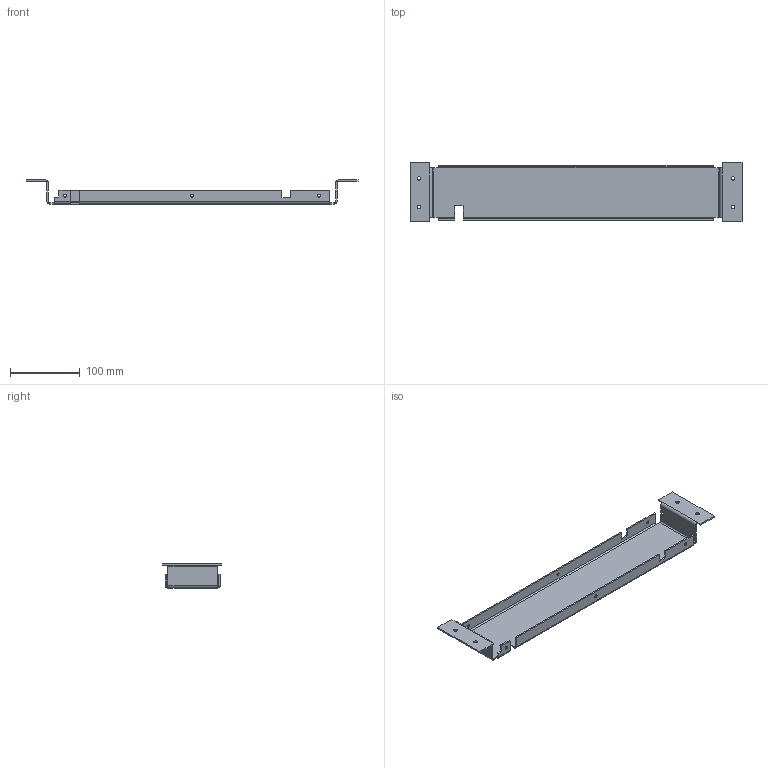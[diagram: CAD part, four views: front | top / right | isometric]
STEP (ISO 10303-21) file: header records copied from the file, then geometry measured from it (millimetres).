
FILE_DESCRIPTION(('FreeCAD Model'),'2;1');
FILE_NAME('control_panel_back.step','2019-10-08T11:27:20',('Author'),(''), 'Open CASCADE STEP processor 7.3','FreeCAD','Unknown');
FILE_SCHEMA(('AUTOMOTIVE_DESIGN { 1 0 10303 214 1 1 1 1 }'));
Length unit declared in the file: millimetre
Products named in the file (1): Pocket008
Bounding box: 476 x 85 x 34.5 mm (x, y, z)
Volume: 108223.3 mm3; surface area: 111499.3 mm2
Topology: 1 solids, 1 shells, 84 faces, 230 edges, 148 vertices
Faces by surface type: plane 58, cylinder 26
Full cylindrical faces by diameter (mm): 4.22 x6, 5 x4
Entity records: 5679 total; most frequent: CARTESIAN_POINT 1149, DIRECTION 806, LINE 504, VECTOR 504, ORIENTED_EDGE 460, PCURVE 460, DEFINITIONAL_REPRESENTATION 460, EDGE_CURVE 230
